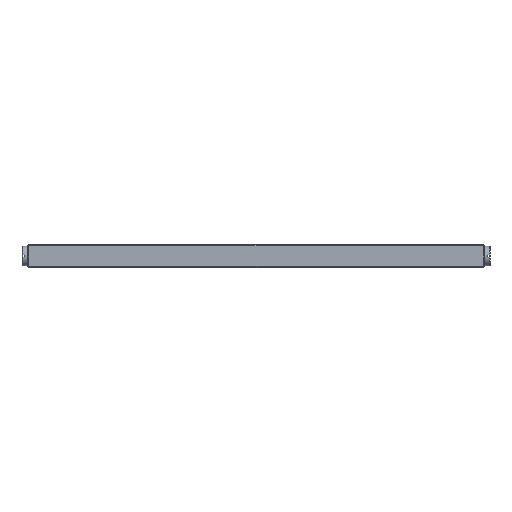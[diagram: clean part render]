
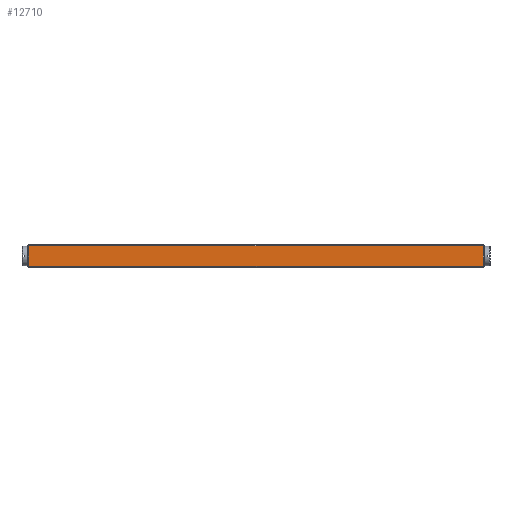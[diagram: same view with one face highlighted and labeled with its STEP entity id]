
A CAD part, front view. The second image highlights one B-rep face of the part: STEP entity #12710.
In plain terms, the highlighted planar face has unit normal (0, -1, 0).
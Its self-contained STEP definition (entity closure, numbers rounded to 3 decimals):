
#9939=FACE_OUTER_BOUND('',#21202,.T.);
#12710=ADVANCED_FACE('',(#9939),#15856,.T.);
#15856=PLANE('',#63709);
#21202=EDGE_LOOP('',(#25179,#25180,#25181,#25182));
#25179=ORIENTED_EDGE('',*,*,#45795,.T.);
#25180=ORIENTED_EDGE('',*,*,#45796,.T.);
#25181=ORIENTED_EDGE('',*,*,#45797,.T.);
#25182=ORIENTED_EDGE('',*,*,#45798,.T.);
#40627=VERTEX_POINT('',#83305);
#40628=VERTEX_POINT('',#83306);
#40629=VERTEX_POINT('',#83308);
#40630=VERTEX_POINT('',#83310);
#45795=EDGE_CURVE('',#40627,#40628,#53431,.T.);
#45796=EDGE_CURVE('',#40628,#40629,#53432,.T.);
#45797=EDGE_CURVE('',#40629,#40630,#53433,.T.);
#45798=EDGE_CURVE('',#40630,#40627,#53434,.T.);
#53431=LINE('',#83304,#58651);
#53432=LINE('',#83307,#58652);
#53433=LINE('',#83309,#58653);
#53434=LINE('',#83311,#58654);
#58651=VECTOR('',#68444,1.);
#58652=VECTOR('',#68445,1.);
#58653=VECTOR('',#68446,1.);
#58654=VECTOR('',#68447,1.);
#63709=AXIS2_PLACEMENT_3D('',#83312,#68448,#68449);
#68444=DIRECTION('',(-1.,0.,0.));
#68445=DIRECTION('',(0.,0.,-1.));
#68446=DIRECTION('',(1.,0.,0.));
#68447=DIRECTION('',(0.,0.,1.));
#68448=DIRECTION('',(0.,-1.,0.));
#68449=DIRECTION('',(0.,0.,-1.));
#83304=CARTESIAN_POINT('',(0.,-40.,14.25));
#83305=CARTESIAN_POINT('',(149.275,-40.,14.25));
#83306=CARTESIAN_POINT('',(-149.275,-40.,14.25));
#83307=CARTESIAN_POINT('',(-149.275,-40.,0.));
#83308=CARTESIAN_POINT('',(-149.275,-40.,0.75));
#83309=CARTESIAN_POINT('',(0.,-40.,0.75));
#83310=CARTESIAN_POINT('',(149.275,-40.,0.75));
#83311=CARTESIAN_POINT('',(149.275,-40.,0.));
#83312=CARTESIAN_POINT('',(0.,-40.,0.));
